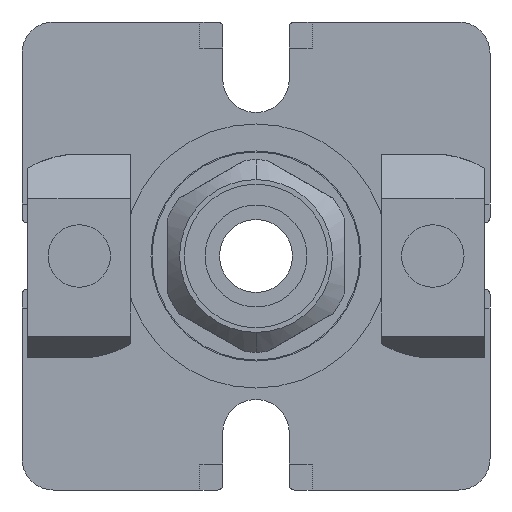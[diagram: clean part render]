
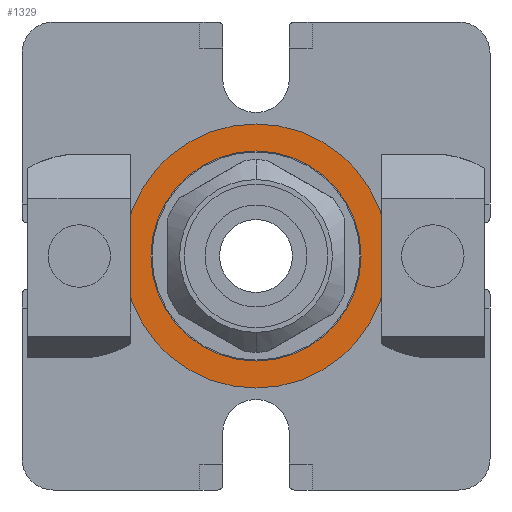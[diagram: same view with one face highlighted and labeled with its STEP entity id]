
A CAD part, front view. The second image highlights one B-rep face of the part: STEP entity #1329.
In plain terms, the highlighted planar face has unit normal (0, -1, 0).
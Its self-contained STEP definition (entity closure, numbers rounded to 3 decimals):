
#180 = PLANE ( 'NONE',  #3125 ) ;
#531 = CIRCLE ( 'NONE', #3973, 10.1 ) ;
#619 = FACE_OUTER_BOUND ( 'NONE', #6420, .T. ) ;
#646 = CARTESIAN_POINT ( 'NONE',  ( 12.7, 1.1, 0. ) ) ;
#761 = CARTESIAN_POINT ( 'NONE',  ( 0., 1.1, 0. ) ) ;
#864 = ORIENTED_EDGE ( 'NONE', *, *, #3685, .F. ) ;
#1101 = CIRCLE ( 'NONE', #3641, 12.7 ) ;
#1325 = DIRECTION ( 'NONE',  ( 0., 1., 0. ) ) ;
#1329 = ADVANCED_FACE ( 'NONE', ( #619, #2306 ), #180, .T. ) ;
#1330 = DIRECTION ( 'NONE',  ( -1., 0., 0. ) ) ;
#1673 = EDGE_LOOP ( 'NONE', ( #7220, #6101 ) ) ;
#1902 = DIRECTION ( 'NONE',  ( 0., 0., 1. ) ) ;
#2200 = CARTESIAN_POINT ( 'NONE',  ( 0., 1.1, 0. ) ) ;
#2247 = DIRECTION ( 'NONE',  ( 0., 1., 0. ) ) ;
#2306 = FACE_BOUND ( 'NONE', #1673, .T. ) ;
#2423 = AXIS2_PLACEMENT_3D ( 'NONE', #4752, #1325, #5878 ) ;
#2714 = VERTEX_POINT ( 'NONE', #6325 ) ;
#3125 = AXIS2_PLACEMENT_3D ( 'NONE', #761, #4170, #3526 ) ;
#3164 = CARTESIAN_POINT ( 'NONE',  ( -12.7, 1.1, 0. ) ) ;
#3292 = VERTEX_POINT ( 'NONE', #6096 ) ;
#3526 = DIRECTION ( 'NONE',  ( 0., 0., -1. ) ) ;
#3641 = AXIS2_PLACEMENT_3D ( 'NONE', #4780, #6988, #1330 ) ;
#3665 = CARTESIAN_POINT ( 'NONE',  ( 0., 1.1, 0. ) ) ;
#3685 = EDGE_CURVE ( 'NONE', #5843, #5001, #7103, .T. ) ;
#3956 = DIRECTION ( 'NONE',  ( 0., 0., 1. ) ) ;
#3973 = AXIS2_PLACEMENT_3D ( 'NONE', #3665, #5404, #1902 ) ;
#4170 = DIRECTION ( 'NONE',  ( 0., -1., 0. ) ) ;
#4542 = CIRCLE ( 'NONE', #6764, 10.1 ) ;
#4673 = EDGE_CURVE ( 'NONE', #2714, #3292, #4542, .T. ) ;
#4686 = ORIENTED_EDGE ( 'NONE', *, *, #7196, .F. ) ;
#4752 = CARTESIAN_POINT ( 'NONE',  ( 0., 1.1, 0. ) ) ;
#4780 = CARTESIAN_POINT ( 'NONE',  ( 0., 1.1, 0. ) ) ;
#4839 = EDGE_CURVE ( 'NONE', #3292, #2714, #531, .T. ) ;
#5001 = VERTEX_POINT ( 'NONE', #3164 ) ;
#5404 = DIRECTION ( 'NONE',  ( 0., 1., 0. ) ) ;
#5843 = VERTEX_POINT ( 'NONE', #646 ) ;
#5878 = DIRECTION ( 'NONE',  ( -1., 0., 0. ) ) ;
#6096 = CARTESIAN_POINT ( 'NONE',  ( 0., 1.1, -10.1 ) ) ;
#6101 = ORIENTED_EDGE ( 'NONE', *, *, #4673, .T. ) ;
#6325 = CARTESIAN_POINT ( 'NONE',  ( 0., 1.1, 10.1 ) ) ;
#6420 = EDGE_LOOP ( 'NONE', ( #4686, #864 ) ) ;
#6764 = AXIS2_PLACEMENT_3D ( 'NONE', #2200, #2247, #3956 ) ;
#6988 = DIRECTION ( 'NONE',  ( 0., 1., 0. ) ) ;
#7103 = CIRCLE ( 'NONE', #2423, 12.7 ) ;
#7196 = EDGE_CURVE ( 'NONE', #5001, #5843, #1101, .T. ) ;
#7220 = ORIENTED_EDGE ( 'NONE', *, *, #4839, .T. ) ;
